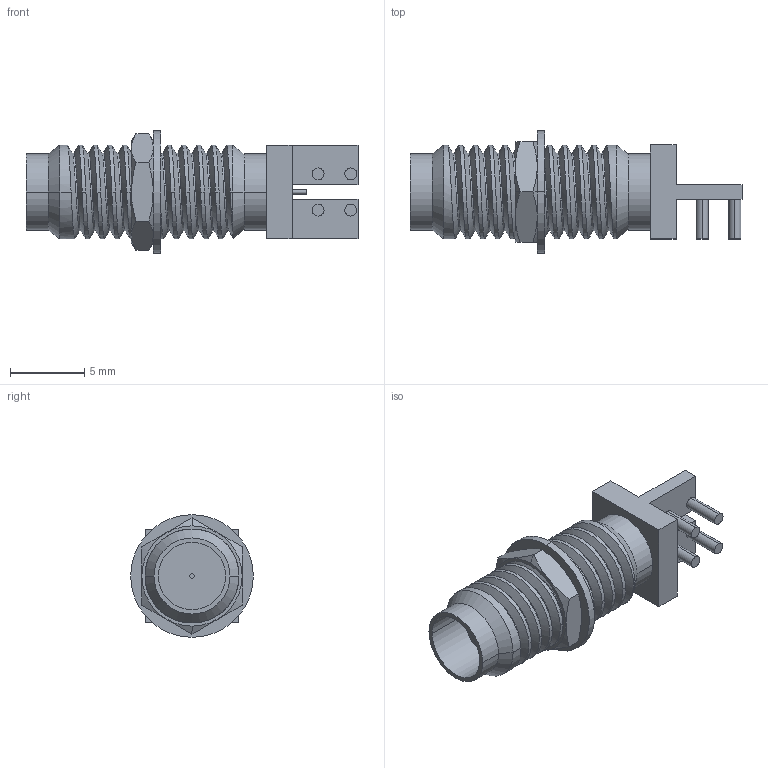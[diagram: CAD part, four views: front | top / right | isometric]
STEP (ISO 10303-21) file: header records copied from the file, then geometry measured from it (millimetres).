
FILE_DESCRIPTION (( 'STEP AP214' ), '1' );
FILE_NAME ('2921-00057.STEP', '2023-11-01T14:38:40', ( '' ), ( '' ), 'SwSTEP 2.0', 'SolidWorks 2022', '' );
FILE_SCHEMA (( 'AUTOMOTIVE_DESIGN' ));
Length unit declared in the file: millimetre
Products named in the file (1): 2921-00057
Bounding box: 22.43 x 8.29 x 8.29 mm (x, y, z)
Volume: 496.4 mm3; surface area: 817.2 mm2
Topology: 1 solids, 2 shells, 91 faces, 215 edges, 137 vertices
Faces by surface type: cylinder 44, plane 35, cone 8, bspline 4
Entity records: 4782 total; most frequent: CARTESIAN_POINT 2779, ORIENTED_EDGE 430, DIRECTION 386, EDGE_CURVE 215, AXIS2_PLACEMENT_3D 144, VERTEX_POINT 137, EDGE_LOOP 102, VECTOR 98
